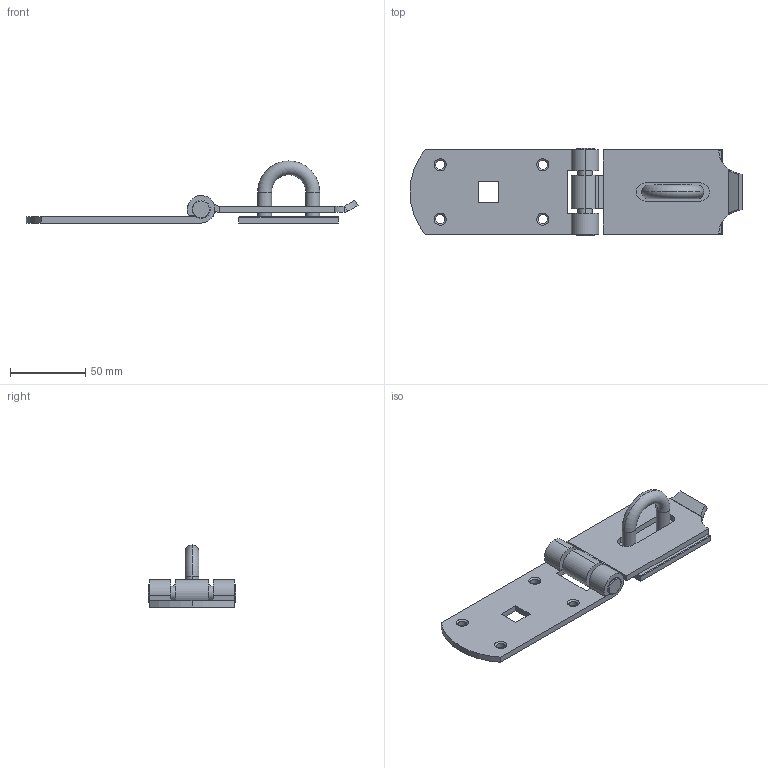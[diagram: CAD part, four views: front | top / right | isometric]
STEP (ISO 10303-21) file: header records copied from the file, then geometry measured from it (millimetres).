
FILE_DESCRIPTION (( 'STEP AP203' ), '1' );
FILE_NAME ('051572208.STEP', '2025-06-17T15:13:45', ( '' ), ( '' ), 'SwSTEP 2.0', 'SolidWorks 2023', '' );
FILE_SCHEMA (( 'CONFIG_CONTROL_DESIGN' ));
Length unit declared in the file: millimetre
Products named in the file (5): 051572208 Part4; 051572208; 051572208 Part2; 051572208 Part3; 051572208 Part1
Assembly tree (4 placements, depth 2):
  051572208
    051572208 Part1
    051572208 Part2
    051572208 Part3
    051572208 Part4
Bounding box: 219.92 x 58 x 41.1 mm (x, y, z)
Volume: 73381.1 mm3; surface area: 41309.1 mm2
Topology: 5 solids, 5 shells, 125 faces, 302 edges, 188 vertices
Faces by surface type: cylinder 55, plane 46, cone 16, torus 6, bspline 2
Entity records: 4217 total; most frequent: DIRECTION 674, CARTESIAN_POINT 668, ORIENTED_EDGE 604, EDGE_CURVE 302, AXIS2_PLACEMENT_3D 254, VERTEX_POINT 188, LINE 166, VECTOR 166
